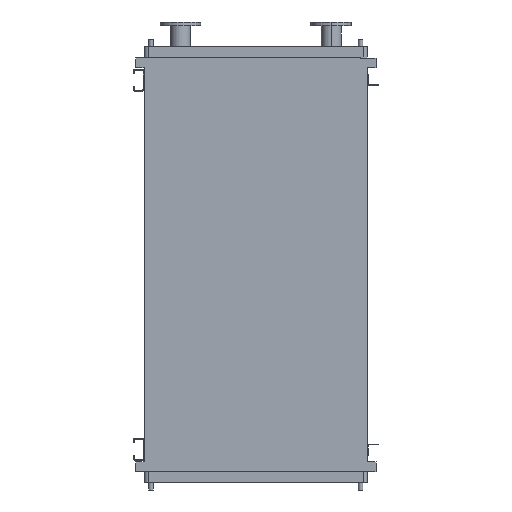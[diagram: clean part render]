
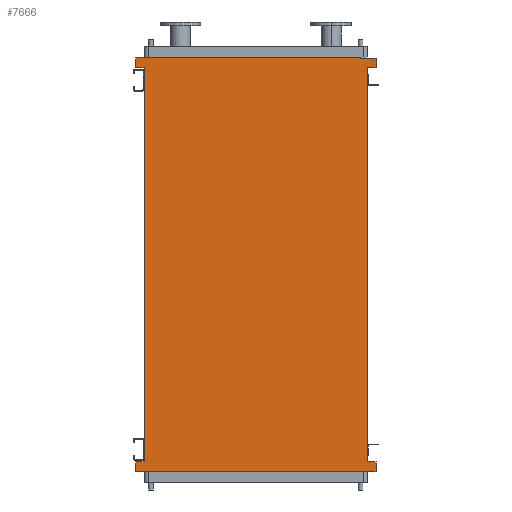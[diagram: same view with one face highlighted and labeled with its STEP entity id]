
A CAD part, front view. The second image highlights one B-rep face of the part: STEP entity #7666.
In plain terms, the highlighted planar face has unit normal (0, -1, 0).
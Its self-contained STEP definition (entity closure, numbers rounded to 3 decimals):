
#29 = ORIENTED_EDGE ( 'NONE', *, *, #9757, .F. ) ;
#242 = DIRECTION ( 'NONE',  ( 0., 0., 1. ) ) ;
#312 = CARTESIAN_POINT ( 'NONE',  ( 651., 0., -2145. ) ) ;
#614 = VERTEX_POINT ( 'NONE', #312 ) ;
#949 = ORIENTED_EDGE ( 'NONE', *, *, #2192, .F. ) ;
#1000 = LINE ( 'NONE', #7768, #5228 ) ;
#1045 = VECTOR ( 'NONE', #1107, 1000. ) ;
#1090 = CARTESIAN_POINT ( 'NONE',  ( -651., 0., -2093. ) ) ;
#1107 = DIRECTION ( 'NONE',  ( 0., 0., 1. ) ) ;
#1285 = CARTESIAN_POINT ( 'NONE',  ( 651., 0., 95. ) ) ;
#1475 = VERTEX_POINT ( 'NONE', #7317 ) ;
#1570 = LINE ( 'NONE', #4943, #4569 ) ;
#2109 = DIRECTION ( 'NONE',  ( 0., -1., 0. ) ) ;
#2160 = DIRECTION ( 'NONE',  ( 0., 0., -1. ) ) ;
#2163 = CARTESIAN_POINT ( 'NONE',  ( -605., 0., -2050. ) ) ;
#2192 = EDGE_CURVE ( 'NONE', #8657, #614, #9797, .T. ) ;
#2209 = CARTESIAN_POINT ( 'NONE',  ( 651., 0., -2093. ) ) ;
#2238 = VECTOR ( 'NONE', #3679, 1000. ) ;
#2268 = CARTESIAN_POINT ( 'NONE',  ( -651., 0., 43. ) ) ;
#2411 = EDGE_CURVE ( 'NONE', #10564, #1475, #1000, .T. ) ;
#2536 = EDGE_CURVE ( 'NONE', #10645, #4958, #8762, .T. ) ;
#2608 = VECTOR ( 'NONE', #4203, 1000. ) ;
#2830 = CARTESIAN_POINT ( 'NONE',  ( 651., 0., -2093. ) ) ;
#3217 = VERTEX_POINT ( 'NONE', #10471 ) ;
#3225 = EDGE_CURVE ( 'NONE', #4958, #10564, #7181, .T. ) ;
#3283 = EDGE_CURVE ( 'NONE', #3217, #9885, #10637, .T. ) ;
#3596 = LINE ( 'NONE', #1090, #9420 ) ;
#3679 = DIRECTION ( 'NONE',  ( 1., 0., 0. ) ) ;
#3932 = EDGE_LOOP ( 'NONE', ( #10102, #4062, #9610, #10574, #10216, #9548, #4117, #29, #9480, #8727, #949, #8897 ) ) ;
#3983 = DIRECTION ( 'NONE',  ( 0., 0., -1. ) ) ;
#4062 = ORIENTED_EDGE ( 'NONE', *, *, #2411, .F. ) ;
#4092 = EDGE_CURVE ( 'NONE', #8545, #3217, #5979, .T. ) ;
#4117 = ORIENTED_EDGE ( 'NONE', *, *, #4092, .F. ) ;
#4125 = DIRECTION ( 'NONE',  ( 0., 0., 1. ) ) ;
#4203 = DIRECTION ( 'NONE',  ( 0., 0., 1. ) ) ;
#4290 = CARTESIAN_POINT ( 'NONE',  ( 651., 0., 43. ) ) ;
#4295 = DIRECTION ( 'NONE',  ( -1., 0., 0. ) ) ;
#4408 = CARTESIAN_POINT ( 'NONE',  ( -651., 0., 95. ) ) ;
#4430 = CARTESIAN_POINT ( 'NONE',  ( 651., 0., 43. ) ) ;
#4472 = CARTESIAN_POINT ( 'NONE',  ( -651., 0., 95. ) ) ;
#4569 = VECTOR ( 'NONE', #4125, 1000. ) ;
#4654 = CARTESIAN_POINT ( 'NONE',  ( -651., 0., 43. ) ) ;
#4757 = FACE_OUTER_BOUND ( 'NONE', #3932, .T. ) ;
#4907 = EDGE_CURVE ( 'NONE', #5616, #1475, #1570, .T. ) ;
#4943 = CARTESIAN_POINT ( 'NONE',  ( 605., 0., -2050. ) ) ;
#4958 = VERTEX_POINT ( 'NONE', #10213 ) ;
#5018 = VECTOR ( 'NONE', #242, 1000. ) ;
#5051 = VECTOR ( 'NONE', #2160, 1000. ) ;
#5055 = CARTESIAN_POINT ( 'NONE',  ( -651., 0., -2145. ) ) ;
#5105 = VECTOR ( 'NONE', #7403, 1000. ) ;
#5165 = EDGE_CURVE ( 'NONE', #9572, #8422, #9699, .T. ) ;
#5228 = VECTOR ( 'NONE', #4295, 1000. ) ;
#5369 = AXIS2_PLACEMENT_3D ( 'NONE', #2163, #2109, #3983 ) ;
#5610 = VECTOR ( 'NONE', #6275, 1000. ) ;
#5611 = CARTESIAN_POINT ( 'NONE',  ( -651., 0., -2093. ) ) ;
#5616 = VERTEX_POINT ( 'NONE', #10630 ) ;
#5936 = CARTESIAN_POINT ( 'NONE',  ( -605., 0., -2093. ) ) ;
#5979 = LINE ( 'NONE', #10970, #2608 ) ;
#6164 = EDGE_CURVE ( 'NONE', #5616, #8657, #9124, .T. ) ;
#6275 = DIRECTION ( 'NONE',  ( -1., 0., 0. ) ) ;
#7181 = LINE ( 'NONE', #4430, #10261 ) ;
#7235 = DIRECTION ( 'NONE',  ( 0., 0., -1. ) ) ;
#7317 = CARTESIAN_POINT ( 'NONE',  ( 605., 0., 43. ) ) ;
#7403 = DIRECTION ( 'NONE',  ( -1., 0., 0. ) ) ;
#7512 = CARTESIAN_POINT ( 'NONE',  ( 605., 0., -2093. ) ) ;
#7666 = ADVANCED_FACE ( 'NONE', ( #4757 ), #10753, .T. ) ;
#7768 = CARTESIAN_POINT ( 'NONE',  ( 605., 0., 43. ) ) ;
#7859 = VECTOR ( 'NONE', #8298, 1000. ) ;
#7872 = CARTESIAN_POINT ( 'NONE',  ( -651., 0., -2145. ) ) ;
#7912 = DIRECTION ( 'NONE',  ( 1., 0., 0. ) ) ;
#7941 = EDGE_CURVE ( 'NONE', #9885, #10645, #9559, .T. ) ;
#8242 = CARTESIAN_POINT ( 'NONE',  ( 651., 0., -2145. ) ) ;
#8298 = DIRECTION ( 'NONE',  ( 1., 0., 0. ) ) ;
#8422 = VERTEX_POINT ( 'NONE', #5611 ) ;
#8545 = VERTEX_POINT ( 'NONE', #5936 ) ;
#8657 = VERTEX_POINT ( 'NONE', #2830 ) ;
#8727 = ORIENTED_EDGE ( 'NONE', *, *, #8894, .F. ) ;
#8762 = LINE ( 'NONE', #1285, #2238 ) ;
#8894 = EDGE_CURVE ( 'NONE', #614, #9572, #9067, .T. ) ;
#8897 = ORIENTED_EDGE ( 'NONE', *, *, #6164, .F. ) ;
#9067 = LINE ( 'NONE', #8242, #5105 ) ;
#9124 = LINE ( 'NONE', #7512, #7859 ) ;
#9420 = VECTOR ( 'NONE', #7912, 1000. ) ;
#9480 = ORIENTED_EDGE ( 'NONE', *, *, #5165, .F. ) ;
#9548 = ORIENTED_EDGE ( 'NONE', *, *, #3283, .F. ) ;
#9559 = LINE ( 'NONE', #4472, #5018 ) ;
#9572 = VERTEX_POINT ( 'NONE', #5055 ) ;
#9610 = ORIENTED_EDGE ( 'NONE', *, *, #3225, .F. ) ;
#9699 = LINE ( 'NONE', #7872, #1045 ) ;
#9757 = EDGE_CURVE ( 'NONE', #8422, #8545, #3596, .T. ) ;
#9797 = LINE ( 'NONE', #2209, #5051 ) ;
#9885 = VERTEX_POINT ( 'NONE', #2268 ) ;
#10102 = ORIENTED_EDGE ( 'NONE', *, *, #4907, .T. ) ;
#10213 = CARTESIAN_POINT ( 'NONE',  ( 651., 0., 95. ) ) ;
#10216 = ORIENTED_EDGE ( 'NONE', *, *, #7941, .F. ) ;
#10261 = VECTOR ( 'NONE', #7235, 1000. ) ;
#10471 = CARTESIAN_POINT ( 'NONE',  ( -605., 0., 43. ) ) ;
#10564 = VERTEX_POINT ( 'NONE', #4290 ) ;
#10574 = ORIENTED_EDGE ( 'NONE', *, *, #2536, .F. ) ;
#10630 = CARTESIAN_POINT ( 'NONE',  ( 605., 0., -2093. ) ) ;
#10637 = LINE ( 'NONE', #4654, #5610 ) ;
#10645 = VERTEX_POINT ( 'NONE', #4408 ) ;
#10753 = PLANE ( 'NONE',  #5369 ) ;
#10970 = CARTESIAN_POINT ( 'NONE',  ( -605., 0., -2050. ) ) ;
